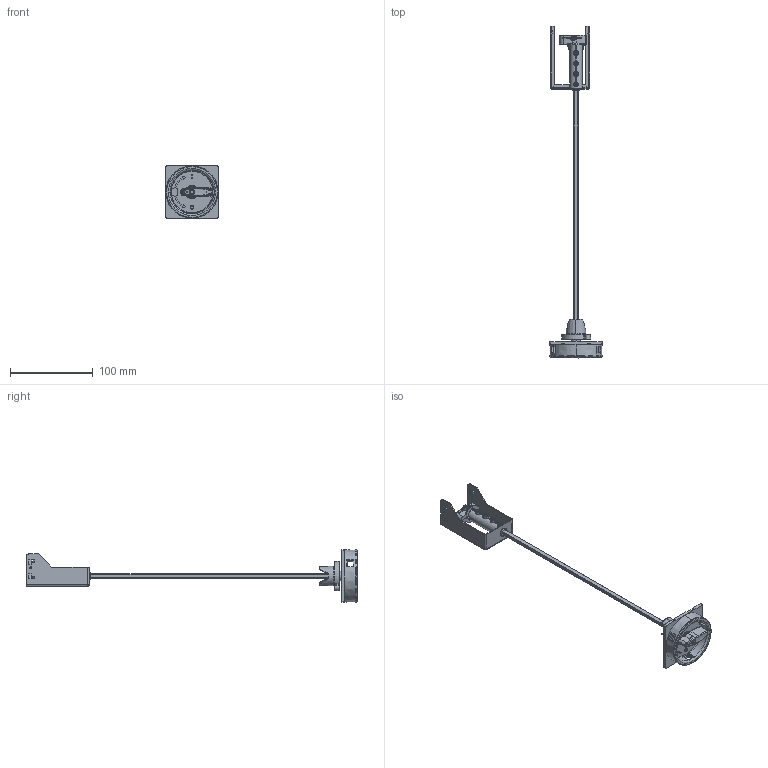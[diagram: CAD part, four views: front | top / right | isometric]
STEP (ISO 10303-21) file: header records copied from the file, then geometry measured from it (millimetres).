
FILE_DESCRIPTION (( 'STEP AP203' ), '1' );
FILE_NAME ('RMMP-330E.step', '2020-08-11T11:49:54', ( '' ), ( '' ), 'SwSTEP 2.0', 'SolidWorks 2019', '' );
FILE_SCHEMA (( 'CONFIG_CONTROL_DESIGN' ));
Length unit declared in the file: millimetre
Products named in the file (1): RMMP-330E
Bounding box: 63.18 x 400.28 x 63.18 mm (x, y, z)
Volume: 68863.4 mm3; surface area: 58044.9 mm2
Topology: 12 solids, 12 shells, 963 faces, 2472 edges, 1548 vertices
Faces by surface type: plane 347, cylinder 242, bspline 242, cone 132
Entity records: 47383 total; most frequent: CARTESIAN_POINT 26743, ORIENTED_EDGE 4926, DIRECTION 3345, EDGE_CURVE 2463, VERTEX_POINT 1548, AXIS2_PLACEMENT_3D 1208, EDGE_LOOP 1043, FACE_OUTER_BOUND 963
